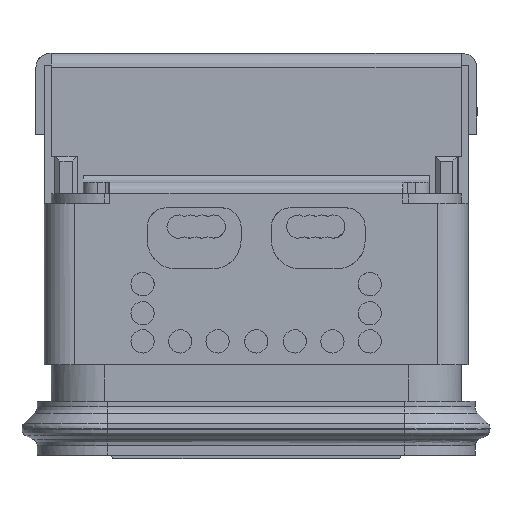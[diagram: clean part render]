
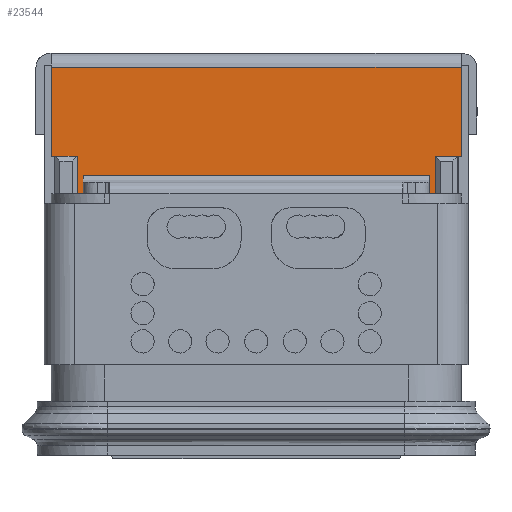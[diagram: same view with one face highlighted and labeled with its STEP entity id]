
A CAD part, top view. The second image highlights one B-rep face of the part: STEP entity #23544.
In plain terms, the highlighted planar face has unit normal (0, 0, 1).
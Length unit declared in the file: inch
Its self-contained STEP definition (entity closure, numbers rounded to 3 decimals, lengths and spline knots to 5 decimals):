
#23 = EDGE_CURVE ( 'NONE', #16134, #13297, #5523, .T. ) ;
#408 = VERTEX_POINT ( 'NONE', #7450 ) ;
#409 = ORIENTED_EDGE ( 'NONE', *, *, #2677, .T. ) ;
#731 = EDGE_CURVE ( 'NONE', #6993, #19278, #23210, .T. ) ;
#1091 = CARTESIAN_POINT ( 'NONE',  ( 0.15059, 0.31157, 0.00512 ) ) ;
#1253 = CARTESIAN_POINT ( 'NONE',  ( 0., 0.25394, 0.00512 ) ) ;
#1363 = LINE ( 'NONE', #5280, #18678 ) ;
#1370 = DIRECTION ( 'NONE',  ( 0., -1., 0. ) ) ;
#1714 = CARTESIAN_POINT ( 'NONE',  ( 0., 0.32874, 0.00512 ) ) ;
#1819 = FACE_OUTER_BOUND ( 'NONE', #23478, .T. ) ;
#1888 = ORIENTED_EDGE ( 'NONE', *, *, #2688, .F. ) ;
#2271 = CARTESIAN_POINT ( 'NONE',  ( -0.17224, 0.32874, 0.00512 ) ) ;
#2658 = DIRECTION ( 'NONE',  ( 1., 0., 0. ) ) ;
#2677 = EDGE_CURVE ( 'NONE', #13297, #7643, #24119, .T. ) ;
#2688 = EDGE_CURVE ( 'NONE', #5357, #19278, #12859, .T. ) ;
#3224 = EDGE_CURVE ( 'NONE', #8776, #22906, #18300, .T. ) ;
#3678 = DIRECTION ( 'NONE',  ( -1., 0., 0. ) ) ;
#4499 = LINE ( 'NONE', #23202, #5422 ) ;
#4781 = ORIENTED_EDGE ( 'NONE', *, *, #12964, .T. ) ;
#4876 = CARTESIAN_POINT ( 'NONE',  ( 0., 0.22244, 0.00512 ) ) ;
#5160 = CARTESIAN_POINT ( 'NONE',  ( 0.14547, 0.31157, 0.00512 ) ) ;
#5280 = CARTESIAN_POINT ( 'NONE',  ( 0.17224, 0.31157, 0.00512 ) ) ;
#5357 = VERTEX_POINT ( 'NONE', #20660 ) ;
#5412 = DIRECTION ( 'NONE',  ( 0., -1., 0. ) ) ;
#5422 = VECTOR ( 'NONE', #2658, 39.37008 ) ;
#5425 = CARTESIAN_POINT ( 'NONE',  ( -0.15059, 0.22244, 0.00512 ) ) ;
#5523 = LINE ( 'NONE', #11380, #18870 ) ;
#5757 = CARTESIAN_POINT ( 'NONE',  ( 0.17224, 0.25394, 0.00512 ) ) ;
#5822 = VECTOR ( 'NONE', #8535, 39.37008 ) ;
#6200 = ORIENTED_EDGE ( 'NONE', *, *, #3224, .T. ) ;
#6467 = CARTESIAN_POINT ( 'NONE',  ( 0., 0.25394, 0.00512 ) ) ;
#6993 = VERTEX_POINT ( 'NONE', #20550 ) ;
#7422 = ORIENTED_EDGE ( 'NONE', *, *, #10913, .T. ) ;
#7450 = CARTESIAN_POINT ( 'NONE',  ( 0.17224, 0.32874, 0.00512 ) ) ;
#7643 = VERTEX_POINT ( 'NONE', #16403 ) ;
#8080 = CARTESIAN_POINT ( 'NONE',  ( -0.14547, 0.31157, 0.00512 ) ) ;
#8535 = DIRECTION ( 'NONE',  ( 0., 1., 0. ) ) ;
#8605 = VERTEX_POINT ( 'NONE', #2271 ) ;
#8624 = VECTOR ( 'NONE', #8707, 39.37008 ) ;
#8707 = DIRECTION ( 'NONE',  ( 1., 0., 0. ) ) ;
#8776 = VERTEX_POINT ( 'NONE', #5425 ) ;
#8930 = CARTESIAN_POINT ( 'NONE',  ( -0.15059, 0.31157, 0.00512 ) ) ;
#9110 = VECTOR ( 'NONE', #5412, 39.37008 ) ;
#9194 = DIRECTION ( 'NONE',  ( -1., 0., 0. ) ) ;
#10095 = VECTOR ( 'NONE', #3678, 39.37008 ) ;
#10305 = EDGE_CURVE ( 'NONE', #7643, #14526, #4499, .T. ) ;
#10318 = AXIS2_PLACEMENT_3D ( 'NONE', #22252, #10983, #12937 ) ;
#10434 = LINE ( 'NONE', #18338, #12503 ) ;
#10442 = ORIENTED_EDGE ( 'NONE', *, *, #18373, .T. ) ;
#10565 = ORIENTED_EDGE ( 'NONE', *, *, #10305, .T. ) ;
#10591 = EDGE_CURVE ( 'NONE', #20101, #408, #1363, .T. ) ;
#10635 = LINE ( 'NONE', #1714, #10095 ) ;
#10738 = CARTESIAN_POINT ( 'NONE',  ( -0.14547, 0.23819, 0.00512 ) ) ;
#10842 = ORIENTED_EDGE ( 'NONE', *, *, #23, .T. ) ;
#10913 = EDGE_CURVE ( 'NONE', #14526, #21163, #18078, .T. ) ;
#10983 = DIRECTION ( 'NONE',  ( 0., 0., 1. ) ) ;
#11114 = PLANE ( 'NONE',  #10318 ) ;
#11380 = CARTESIAN_POINT ( 'NONE',  ( 0., 0.23819, 0.00512 ) ) ;
#12225 = VECTOR ( 'NONE', #13913, 39.37008 ) ;
#12338 = CARTESIAN_POINT ( 'NONE',  ( 0.14547, 0.23819, 0.00512 ) ) ;
#12503 = VECTOR ( 'NONE', #17650, 39.37008 ) ;
#12859 = LINE ( 'NONE', #20337, #21624 ) ;
#12937 = DIRECTION ( 'NONE',  ( 1., 0., 0. ) ) ;
#12964 = EDGE_CURVE ( 'NONE', #5357, #8776, #21923, .T. ) ;
#13021 = CARTESIAN_POINT ( 'NONE',  ( -0.14547, 0.22244, 0.00512 ) ) ;
#13297 = VERTEX_POINT ( 'NONE', #12338 ) ;
#13473 = LINE ( 'NONE', #8080, #19069 ) ;
#13913 = DIRECTION ( 'NONE',  ( 1., 0., 0. ) ) ;
#14197 = DIRECTION ( 'NONE',  ( 0., 1., 0. ) ) ;
#14221 = LINE ( 'NONE', #15932, #8624 ) ;
#14230 = EDGE_CURVE ( 'NONE', #21163, #16526, #14221, .T. ) ;
#14334 = DIRECTION ( 'NONE',  ( 1., 0., 0. ) ) ;
#14458 = CARTESIAN_POINT ( 'NONE',  ( -0.16947, 0.25394, 0.00512 ) ) ;
#14526 = VERTEX_POINT ( 'NONE', #19093 ) ;
#14766 = ORIENTED_EDGE ( 'NONE', *, *, #18547, .T. ) ;
#15183 = DIRECTION ( 'NONE',  ( 0., 1., 0. ) ) ;
#15730 = EDGE_CURVE ( 'NONE', #6993, #8605, #10434, .T. ) ;
#15932 = CARTESIAN_POINT ( 'NONE',  ( 0., 0.25394, 0.00512 ) ) ;
#16019 = VECTOR ( 'NONE', #1370, 39.37008 ) ;
#16036 = ORIENTED_EDGE ( 'NONE', *, *, #10591, .T. ) ;
#16094 = ORIENTED_EDGE ( 'NONE', *, *, #14230, .T. ) ;
#16134 = VERTEX_POINT ( 'NONE', #10738 ) ;
#16220 = CARTESIAN_POINT ( 'NONE',  ( 0.16947, 0.25394, 0.00512 ) ) ;
#16403 = CARTESIAN_POINT ( 'NONE',  ( 0.14547, 0.22244, 0.00512 ) ) ;
#16526 = VERTEX_POINT ( 'NONE', #16220 ) ;
#16651 = DIRECTION ( 'NONE',  ( 1., 0., 0. ) ) ;
#16981 = ORIENTED_EDGE ( 'NONE', *, *, #15730, .F. ) ;
#16988 = EDGE_CURVE ( 'NONE', #16526, #20101, #17998, .T. ) ;
#17650 = DIRECTION ( 'NONE',  ( 0., 1., 0. ) ) ;
#17998 = LINE ( 'NONE', #1253, #22017 ) ;
#18078 = LINE ( 'NONE', #1091, #5822 ) ;
#18300 = LINE ( 'NONE', #4876, #18504 ) ;
#18338 = CARTESIAN_POINT ( 'NONE',  ( -0.17224, 0.20059, 0.00512 ) ) ;
#18373 = EDGE_CURVE ( 'NONE', #22906, #16134, #13473, .T. ) ;
#18504 = VECTOR ( 'NONE', #23693, 39.37008 ) ;
#18547 = EDGE_CURVE ( 'NONE', #408, #8605, #10635, .T. ) ;
#18678 = VECTOR ( 'NONE', #14197, 39.37008 ) ;
#18870 = VECTOR ( 'NONE', #16651, 39.37008 ) ;
#19069 = VECTOR ( 'NONE', #15183, 39.37008 ) ;
#19093 = CARTESIAN_POINT ( 'NONE',  ( 0.15059, 0.22244, 0.00512 ) ) ;
#19278 = VERTEX_POINT ( 'NONE', #14458 ) ;
#20029 = ORIENTED_EDGE ( 'NONE', *, *, #16988, .T. ) ;
#20101 = VERTEX_POINT ( 'NONE', #5757 ) ;
#20337 = CARTESIAN_POINT ( 'NONE',  ( -0.15945, 0.25394, 0.00512 ) ) ;
#20550 = CARTESIAN_POINT ( 'NONE',  ( -0.17224, 0.25394, 0.00512 ) ) ;
#20660 = CARTESIAN_POINT ( 'NONE',  ( -0.15059, 0.25394, 0.00512 ) ) ;
#21163 = VERTEX_POINT ( 'NONE', #21892 ) ;
#21624 = VECTOR ( 'NONE', #9194, 39.37008 ) ;
#21892 = CARTESIAN_POINT ( 'NONE',  ( 0.15059, 0.25394, 0.00512 ) ) ;
#21923 = LINE ( 'NONE', #8930, #16019 ) ;
#22017 = VECTOR ( 'NONE', #14334, 39.37008 ) ;
#22252 = CARTESIAN_POINT ( 'NONE',  ( 0., 0.31157, 0.00512 ) ) ;
#22906 = VERTEX_POINT ( 'NONE', #13021 ) ;
#23202 = CARTESIAN_POINT ( 'NONE',  ( 0., 0.22244, 0.00512 ) ) ;
#23210 = LINE ( 'NONE', #6467, #12225 ) ;
#23217 = ORIENTED_EDGE ( 'NONE', *, *, #731, .T. ) ;
#23478 = EDGE_LOOP ( 'NONE', ( #16094, #20029, #16036, #14766, #16981, #23217, #1888, #4781, #6200, #10442, #10842, #409, #10565, #7422 ) ) ;
#23544 = ADVANCED_FACE ( 'NONE', ( #1819 ), #11114, .T. ) ;
#23693 = DIRECTION ( 'NONE',  ( 1., 0., 0. ) ) ;
#24119 = LINE ( 'NONE', #5160, #9110 ) ;
